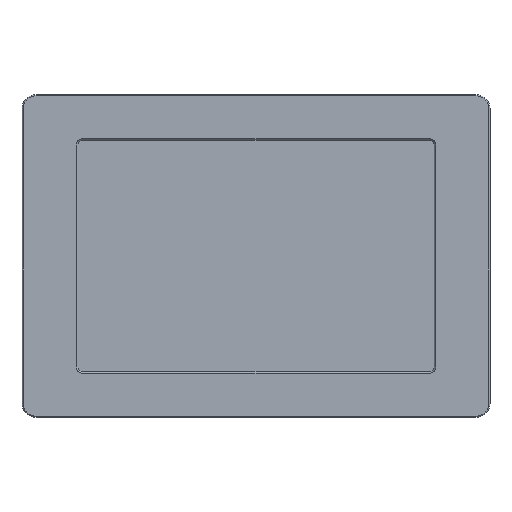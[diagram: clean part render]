
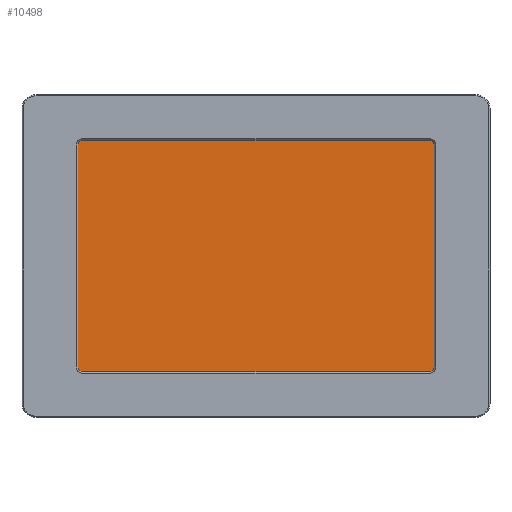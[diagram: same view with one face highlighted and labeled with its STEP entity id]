
A CAD part, top view. The second image highlights one B-rep face of the part: STEP entity #10498.
In plain terms, the highlighted planar face has unit normal (0, 0, 1).
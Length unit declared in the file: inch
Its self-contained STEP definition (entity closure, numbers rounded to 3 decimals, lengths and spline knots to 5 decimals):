
#591=LINE('',#14861,#1786);
#592=LINE('',#14865,#1787);
#593=LINE('',#14869,#1788);
#594=LINE('',#14873,#1789);
#1786=VECTOR('',#12046,0.3937);
#1787=VECTOR('',#12049,0.3937);
#1788=VECTOR('',#12052,0.3937);
#1789=VECTOR('',#12055,0.3937);
#3084=FACE_OUTER_BOUND('',#3677,.T.);
#3677=EDGE_LOOP('',(#7054,#7055,#7056,#7057,#7058,#7059,#7060,#7061));
#4340=CIRCLE('',#11153,0.131);
#4341=CIRCLE('',#11154,0.131);
#4342=CIRCLE('',#11155,0.131);
#4343=CIRCLE('',#11156,0.131);
#4573=VERTEX_POINT('',#14859);
#4574=VERTEX_POINT('',#14860);
#4575=VERTEX_POINT('',#14862);
#4576=VERTEX_POINT('',#14864);
#4577=VERTEX_POINT('',#14866);
#4578=VERTEX_POINT('',#14868);
#4579=VERTEX_POINT('',#14870);
#4580=VERTEX_POINT('',#14872);
#5562=EDGE_CURVE('',#4573,#4574,#591,.T.);
#5563=EDGE_CURVE('',#4574,#4575,#4340,.T.);
#5564=EDGE_CURVE('',#4575,#4576,#592,.T.);
#5565=EDGE_CURVE('',#4576,#4577,#4341,.T.);
#5566=EDGE_CURVE('',#4577,#4578,#593,.T.);
#5567=EDGE_CURVE('',#4578,#4579,#4342,.T.);
#5568=EDGE_CURVE('',#4579,#4580,#594,.T.);
#5569=EDGE_CURVE('',#4580,#4573,#4343,.T.);
#7054=ORIENTED_EDGE('',*,*,#5562,.T.);
#7055=ORIENTED_EDGE('',*,*,#5563,.T.);
#7056=ORIENTED_EDGE('',*,*,#5564,.T.);
#7057=ORIENTED_EDGE('',*,*,#5565,.T.);
#7058=ORIENTED_EDGE('',*,*,#5566,.T.);
#7059=ORIENTED_EDGE('',*,*,#5567,.T.);
#7060=ORIENTED_EDGE('',*,*,#5568,.T.);
#7061=ORIENTED_EDGE('',*,*,#5569,.T.);
#10037=PLANE('',#11152);
#10498=ADVANCED_FACE('',(#3084),#10037,.T.);
#11152=AXIS2_PLACEMENT_3D('',#14858,#12044,#12045);
#11153=AXIS2_PLACEMENT_3D('',#14863,#12047,#12048);
#11154=AXIS2_PLACEMENT_3D('',#14867,#12050,#12051);
#11155=AXIS2_PLACEMENT_3D('',#14871,#12053,#12054);
#11156=AXIS2_PLACEMENT_3D('',#14874,#12056,#12057);
#12044=DIRECTION('center_axis',(0.,0.,
1.));
#12045=DIRECTION('ref_axis',(1.,0.,0.));
#12046=DIRECTION('',(-1.,0.,0.));
#12047=DIRECTION('center_axis',(0.,0.,
1.));
#12048=DIRECTION('ref_axis',(0.,-1.,0.));
#12049=DIRECTION('',(0.,-1.,0.));
#12050=DIRECTION('center_axis',(0.,0.,
1.));
#12051=DIRECTION('ref_axis',(1.,0.,0.));
#12052=DIRECTION('',(1.,0.,0.));
#12053=DIRECTION('center_axis',(0.,0.,
1.));
#12054=DIRECTION('ref_axis',(0.,1.,0.));
#12055=DIRECTION('',(0.,1.,0.));
#12056=DIRECTION('center_axis',(0.,0.,
1.));
#12057=DIRECTION('ref_axis',(-1.,0.,0.));
#14858=CARTESIAN_POINT('Origin',(5.53723,4.30565,0.58));
#14859=CARTESIAN_POINT('',(10.18438,7.41,0.58));
#14860=CARTESIAN_POINT('',(0.91138,7.41,0.58));
#14861=CARTESIAN_POINT('',(3.22963,7.41,0.58));
#14862=CARTESIAN_POINT('',(0.78038,7.279,0.58));
#14863=CARTESIAN_POINT('Origin',(0.91138,7.279,0.58));
#14864=CARTESIAN_POINT('',(0.78038,1.346,0.58));
#14865=CARTESIAN_POINT('',(0.78038,2.82925,0.58));
#14866=CARTESIAN_POINT('',(0.91138,1.215,0.58));
#14867=CARTESIAN_POINT('Origin',(0.91138,1.346,0.58));
#14868=CARTESIAN_POINT('',(10.18438,1.215,0.58));
#14869=CARTESIAN_POINT('',(7.86613,1.215,0.58));
#14870=CARTESIAN_POINT('',(10.31538,1.346,0.58));
#14871=CARTESIAN_POINT('Origin',(10.18438,1.346,0.58));
#14872=CARTESIAN_POINT('',(10.31538,7.279,0.58));
#14873=CARTESIAN_POINT('',(10.31538,5.79575,0.58));
#14874=CARTESIAN_POINT('Origin',(10.18438,7.279,0.58));
